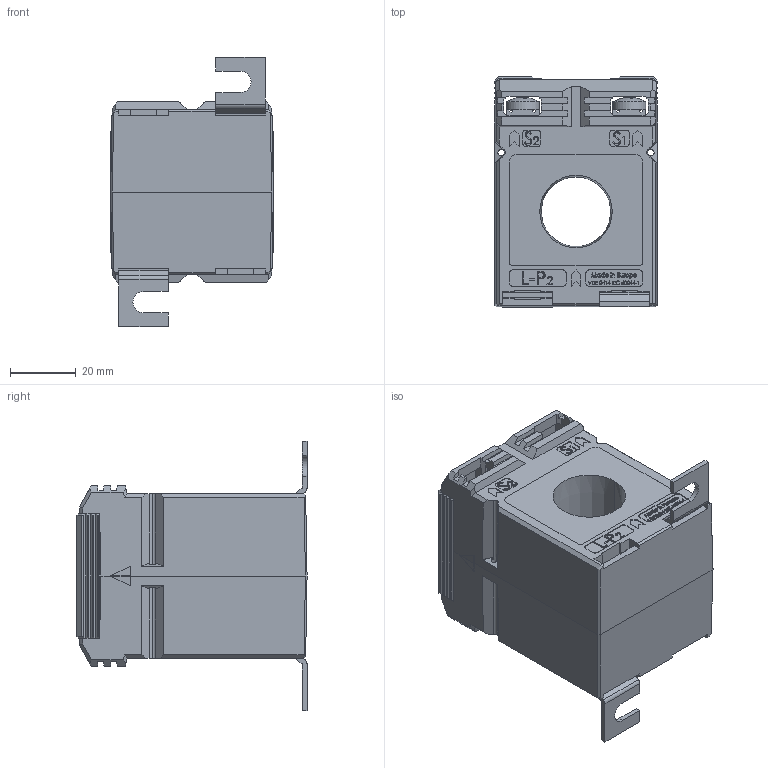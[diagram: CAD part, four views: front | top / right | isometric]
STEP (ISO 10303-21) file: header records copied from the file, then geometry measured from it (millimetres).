
FILE_DESCRIPTION (( 'STEP AP214' ), '1' );
FILE_NAME ('ASR21_5_kpl.STEP', '2011-11-15T11:06:45', ( ' ' ), ( '' ), 'SwSTEP 2.0', 'SolidWorks 2010', '' );
FILE_SCHEMA (( 'AUTOMOTIVE_DESIGN' ));
Length unit declared in the file: millimetre
Products named in the file (7): ASR21_5_11_Gehäuseoberteil; ASR21_5_11; ASK103.41_Klappe; Fusswinkel_1,5; MBS_WN-003_04_Klemme_WN-003_02; Linsenschraube DIN 7985 4.8 VZ M 5 x 10; ASR21_5_kpl
Assembly tree (12 placements, depth 2):
  ASR21_5_kpl
    MBS_WN-003_04_Klemme_WN-003_02  x2
    Linsenschraube DIN 7985 4.8 VZ M 5 x 10  x4
    Fusswinkel_1,5  x2
    ASK103.41_Klappe  x2
    ASR21_5_11
    ASR21_5_11_Gehäuseoberteil
Bounding box: 49.9 x 70.02 x 82 mm (x, y, z)
Volume: 135582.7 mm3; surface area: 42365 mm2
Topology: 12 solids, 12 shells, 1705 faces, 4483 edges, 2918 vertices
Faces by surface type: plane 1243, bspline 312, cylinder 78, cone 48, sphere 16, torus 8
Entity records: 63344 total; most frequent: CARTESIAN_POINT 27599, ORIENTED_EDGE 8004, DIRECTION 5942, EDGE_CURVE 4002, LINE 3148, VECTOR 3148, VERTEX_POINT 2638, EDGE_LOOP 1634
